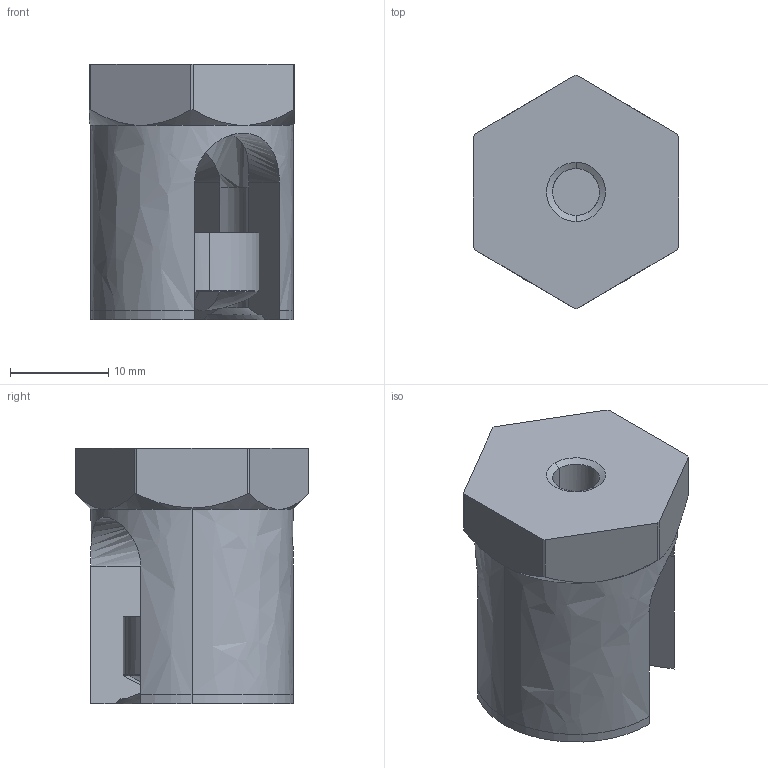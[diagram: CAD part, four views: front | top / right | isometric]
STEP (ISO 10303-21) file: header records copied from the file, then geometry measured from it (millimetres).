
FILE_DESCRIPTION(/* description */ (''),/* implementation_level */ '2;1');
FILE_NAME(/* name */ '6404014',/* time_stamp */ '2014-01-10T11:21:22+01:00',/* author */ (''),/* organization */ (''),/* preprocessor_version */ 'ST-DEVELOPER v15',/* originating_system */ '',/* authorisation */ '');
FILE_SCHEMA (('CONFIG_CONTROL_DESIGN'));
Length unit declared in the file: millimetre
Products named in the file (1): Block 01
Bounding box: 20.85 x 23.7 x 26 mm (x, y, z)
Volume: 5956.9 mm3; surface area: 3391.1 mm2
Topology: 2 solids, 2 shells, 67 faces, 176 edges, 112 vertices
Faces by surface type: bspline 44, plane 23
Entity records: 3556 total; most frequent: CARTESIAN_POINT 2470, ORIENTED_EDGE 352, EDGE_CURVE 176, VERTEX_POINT 112, B_SPLINE_CURVE_WITH_KNOTS 80, EDGE_LOOP 68, ADVANCED_FACE 67, FACE_OUTER_BOUND 67
